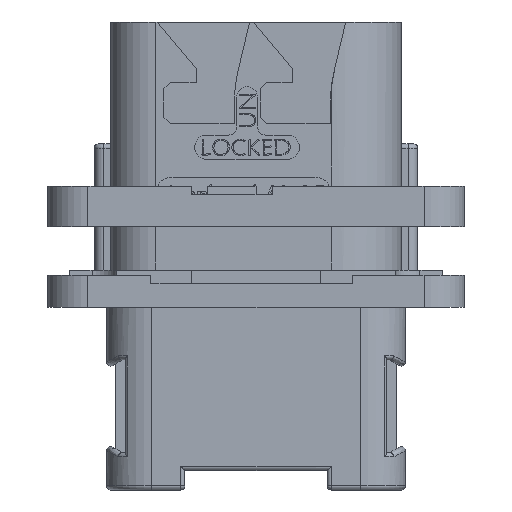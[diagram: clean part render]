
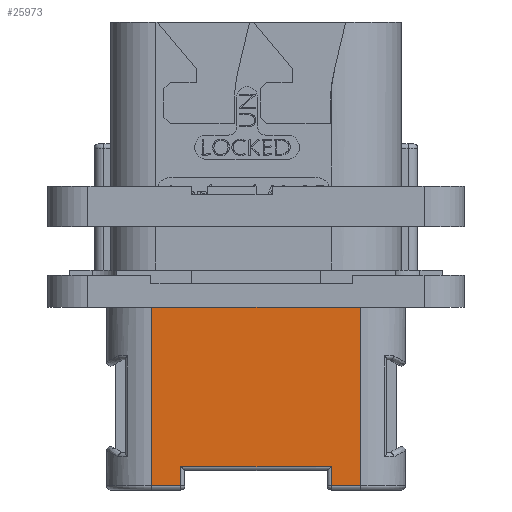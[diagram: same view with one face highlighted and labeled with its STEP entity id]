
A CAD part, left-side view. The second image highlights one B-rep face of the part: STEP entity #25973.
In plain terms, the highlighted planar face has unit normal (-1, 0, 0).
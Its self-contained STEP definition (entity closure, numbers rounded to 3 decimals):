
#2963=DIRECTION('',(0.,1.,0.));
#2964=VECTOR('',#2963,12.9);
#2965=CARTESIAN_POINT('',(-9.25,-6.45,0.));
#2966=LINE('',#2965,#2964);
#3227=DIRECTION('',(0.,1.,0.));
#3228=VECTOR('',#3227,9.294);
#3229=CARTESIAN_POINT('',(-9.25,-4.647,-9.85));
#3230=LINE('',#3229,#3228);
#3231=DIRECTION('',(0.,1.,0.));
#3232=VECTOR('',#3231,1.803);
#3233=CARTESIAN_POINT('',(-9.25,4.647,-11.05));
#3234=LINE('',#3233,#3232);
#3235=DIRECTION('',(0.,0.,1.));
#3236=VECTOR('',#3235,11.05);
#3237=CARTESIAN_POINT('',(-9.25,6.45,-11.05));
#3238=LINE('',#3237,#3236);
#3239=DIRECTION('',(0.,0.,1.));
#3240=VECTOR('',#3239,11.05);
#3241=CARTESIAN_POINT('',(-9.25,-6.45,-11.05));
#3242=LINE('',#3241,#3240);
#3243=DIRECTION('',(0.,1.,0.));
#3244=VECTOR('',#3243,1.803);
#3245=CARTESIAN_POINT('',(-9.25,-6.45,-11.05));
#3246=LINE('',#3245,#3244);
#3272=DIRECTION('',(0.,0.,-1.));
#3273=VECTOR('',#3272,1.2);
#3274=CARTESIAN_POINT('',(-9.25,-4.647,-9.85));
#3275=LINE('',#3274,#3273);
#7667=DIRECTION('',(0.,0.,1.));
#7668=VECTOR('',#7667,1.2);
#7669=CARTESIAN_POINT('',(-9.25,4.647,-11.05));
#7670=LINE('',#7669,#7668);
#20093=CARTESIAN_POINT('',(-9.25,-6.45,0.));
#20094=CARTESIAN_POINT('',(-9.25,6.45,0.));
#20095=VERTEX_POINT('',#20093);
#20096=VERTEX_POINT('',#20094);
#20193=CARTESIAN_POINT('',(-9.25,-6.45,-11.05));
#20194=VERTEX_POINT('',#20193);
#20197=CARTESIAN_POINT('',(-9.25,-4.647,-11.05));
#20198=VERTEX_POINT('',#20197);
#20214=CARTESIAN_POINT('',(-9.25,4.647,-11.05));
#20216=VERTEX_POINT('',#20214);
#20219=CARTESIAN_POINT('',(-9.25,6.45,-11.05));
#20220=VERTEX_POINT('',#20219);
#20648=CARTESIAN_POINT('',(-9.25,-4.647,-9.85));
#20649=CARTESIAN_POINT('',(-9.25,4.647,-9.85));
#20650=VERTEX_POINT('',#20648);
#20651=VERTEX_POINT('',#20649);
#25951=CARTESIAN_POINT('',(-9.25,-9.25,0.));
#25952=DIRECTION('',(-1.,0.,0.));
#25953=DIRECTION('',(0.,1.,0.));
#25954=AXIS2_PLACEMENT_3D('',#25951,#25952,#25953);
#25955=PLANE('',#25954);
#25957=ORIENTED_EDGE('',*,*,#25956,.T.);
#25959=ORIENTED_EDGE('',*,*,#25958,.F.);
#25961=ORIENTED_EDGE('',*,*,#25960,.T.);
#25963=ORIENTED_EDGE('',*,*,#25962,.T.);
#25964=ORIENTED_EDGE('',*,*,#25379,.F.);
#25966=ORIENTED_EDGE('',*,*,#25965,.F.);
#25968=ORIENTED_EDGE('',*,*,#25967,.T.);
#25970=ORIENTED_EDGE('',*,*,#25969,.F.);
#25971=EDGE_LOOP('',(#25957,#25959,#25961,#25963,#25964,#25966,#25968,#25970));
#25972=FACE_OUTER_BOUND('',#25971,.F.);
#25973=ADVANCED_FACE('',(#25972),#25955,.T.);
#25379=EDGE_CURVE('',#20095,#20096,#2966,.T.);
#25956=EDGE_CURVE('',#20650,#20651,#3230,.T.);
#25958=EDGE_CURVE('',#20216,#20651,#7670,.T.);
#25960=EDGE_CURVE('',#20216,#20220,#3234,.T.);
#25962=EDGE_CURVE('',#20220,#20096,#3238,.T.);
#25965=EDGE_CURVE('',#20194,#20095,#3242,.T.);
#25967=EDGE_CURVE('',#20194,#20198,#3246,.T.);
#25969=EDGE_CURVE('',#20650,#20198,#3275,.T.);
